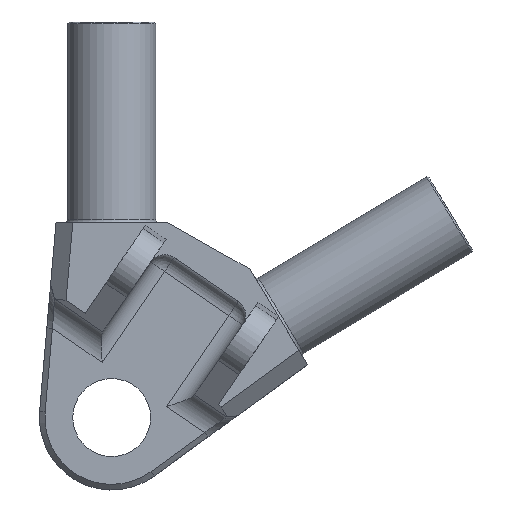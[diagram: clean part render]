
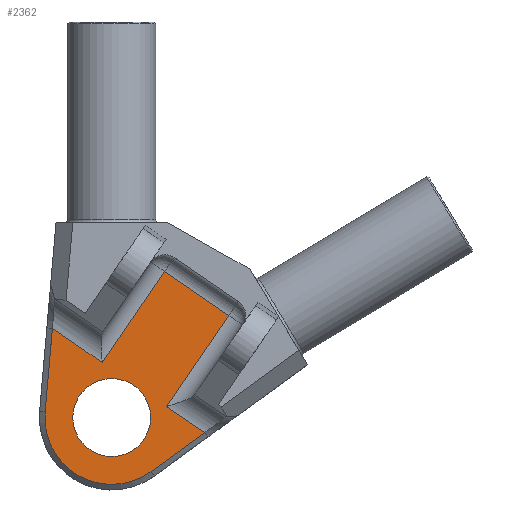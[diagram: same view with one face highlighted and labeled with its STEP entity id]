
A CAD part, top view. The second image highlights one B-rep face of the part: STEP entity #2362.
In plain terms, the highlighted planar face has unit normal (0, 0, 1).
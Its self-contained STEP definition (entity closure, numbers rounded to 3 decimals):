
#395=CARTESIAN_POINT('Axis2P3D Location',(0.,0.,4.875)) ;
#399=CARTESIAN_POINT('Vertex',(7.,0.,4.875)) ;
#401=CARTESIAN_POINT('Vertex',(-7.,0.,4.875)) ;
#421=CARTESIAN_POINT('Axis2P3D Location',(0.,0.,4.875)) ;
#1060=CARTESIAN_POINT('Vertex',(21.034,18.313,4.875)) ;
#1063=CARTESIAN_POINT('Line Origine',(10.578,3.053,4.875)) ;
#1067=CARTESIAN_POINT('Vertex',(9.834,1.968,4.875)) ;
#1100=CARTESIAN_POINT('Vertex',(9.485,26.226,4.875)) ;
#1119=CARTESIAN_POINT('Line Origine',(14.174,23.013,4.875)) ;
#1182=CARTESIAN_POINT('Vertex',(-1.714,9.882,4.875)) ;
#1185=CARTESIAN_POINT('Line Origine',(-0.971,10.967,4.875)) ;
#2293=CARTESIAN_POINT('Vertex',(16.673,-2.717,4.875)) ;
#2296=CARTESIAN_POINT('Line Origine',(2.693,6.862,4.875)) ;
#2309=CARTESIAN_POINT('Axis2P3D Location',(-9.491,-39.504,4.875)) ;
#2314=CARTESIAN_POINT('Line Origine',(-6.183,12.944,4.875)) ;
#2318=CARTESIAN_POINT('Vertex',(-10.651,16.005,4.875)) ;
#2321=CARTESIAN_POINT('Line Origine',(-10.725,15.16,4.875)) ;
#2325=CARTESIAN_POINT('Vertex',(-10.798,14.315,4.875)) ;
#2328=CARTESIAN_POINT('Line Origine',(-11.377,7.678,4.875)) ;
#2332=CARTESIAN_POINT('Vertex',(-11.955,1.042,4.875)) ;
#2335=CARTESIAN_POINT('Axis2P3D Location',(0.,0.,4.875)) ;
#2339=CARTESIAN_POINT('Vertex',(7.055,-9.707,4.875)) ;
#2342=CARTESIAN_POINT('Line Origine',(11.864,-6.212,4.875)) ;
#396=DIRECTION('Axis2P3D Direction',(0.,0.,1.)) ;
#422=DIRECTION('Axis2P3D Direction',(0.,0.,1.)) ;
#1064=DIRECTION('Vector Direction',(0.565,0.825,0.)) ;
#1120=DIRECTION('Vector Direction',(0.825,-0.565,0.)) ;
#1186=DIRECTION('Vector Direction',(-0.565,-0.825,0.)) ;
#2297=DIRECTION('Vector Direction',(-0.825,0.565,0.)) ;
#2310=DIRECTION('Axis2P3D Direction',(0.,-0.,1.)) ;
#2311=DIRECTION('Axis2P3D XDirection',(0.565,0.825,0.)) ;
#2315=DIRECTION('Vector Direction',(-0.825,0.565,0.)) ;
#2322=DIRECTION('Vector Direction',(-0.087,-0.996,0.)) ;
#2329=DIRECTION('Vector Direction',(-0.087,-0.996,0.)) ;
#2336=DIRECTION('Axis2P3D Direction',(0.,-0.,1.)) ;
#2343=DIRECTION('Vector Direction',(0.809,0.588,0.)) ;
#397=AXIS2_PLACEMENT_3D('Circle Axis2P3D',#395,#396,$) ;
#423=AXIS2_PLACEMENT_3D('Circle Axis2P3D',#421,#422,$) ;
#2312=AXIS2_PLACEMENT_3D('Plane Axis2P3D',#2309,#2310,#2311) ;
#2337=AXIS2_PLACEMENT_3D('Circle Axis2P3D',#2335,#2336,$) ;
#2348=ORIENTED_EDGE('',*,*,#2300,.T.) ;
#2349=ORIENTED_EDGE('',*,*,#1069,.F.) ;
#2350=ORIENTED_EDGE('',*,*,#1123,.F.) ;
#2351=ORIENTED_EDGE('',*,*,#1189,.F.) ;
#2352=ORIENTED_EDGE('',*,*,#2320,.T.) ;
#2353=ORIENTED_EDGE('',*,*,#2327,.T.) ;
#2354=ORIENTED_EDGE('',*,*,#2334,.T.) ;
#2355=ORIENTED_EDGE('',*,*,#2341,.T.) ;
#2356=ORIENTED_EDGE('',*,*,#2346,.T.) ;
#2359=ORIENTED_EDGE('',*,*,#425,.F.) ;
#2360=ORIENTED_EDGE('',*,*,#403,.F.) ;
#2361=FACE_BOUND('',#2358,.T.) ;
#1065=VECTOR('Line Direction',#1064,1.) ;
#1121=VECTOR('Line Direction',#1120,1.) ;
#1187=VECTOR('Line Direction',#1186,1.) ;
#2298=VECTOR('Line Direction',#2297,1.) ;
#2316=VECTOR('Line Direction',#2315,1.) ;
#2323=VECTOR('Line Direction',#2322,1.) ;
#2330=VECTOR('Line Direction',#2329,1.) ;
#2344=VECTOR('Line Direction',#2343,1.) ;
#2362=ADVANCED_FACE('Corps principal',(#2357,#2361),#2313,.T.) ;
#398=CIRCLE('generated circle',#397,7.) ;
#424=CIRCLE('generated circle',#423,7.) ;
#2338=CIRCLE('generated circle',#2337,12.) ;
#403=EDGE_CURVE('',#400,#402,#398,.T.) ;
#425=EDGE_CURVE('',#402,#400,#424,.T.) ;
#1069=EDGE_CURVE('',#1061,#1068,#1066,.F.) ;
#1123=EDGE_CURVE('',#1101,#1061,#1122,.T.) ;
#1189=EDGE_CURVE('',#1183,#1101,#1188,.F.) ;
#2300=EDGE_CURVE('',#2294,#1068,#2299,.T.) ;
#2320=EDGE_CURVE('',#1183,#2319,#2317,.T.) ;
#2327=EDGE_CURVE('',#2319,#2326,#2324,.T.) ;
#2334=EDGE_CURVE('',#2326,#2333,#2331,.T.) ;
#2341=EDGE_CURVE('',#2333,#2340,#2338,.T.) ;
#2346=EDGE_CURVE('',#2340,#2294,#2345,.T.) ;
#2347=EDGE_LOOP('',(#2348,#2349,#2350,#2351,#2352,#2353,#2354,#2355,#2356)) ;
#2358=EDGE_LOOP('',(#2359,#2360)) ;
#2357=FACE_OUTER_BOUND('',#2347,.T.) ;
#1066=LINE('Line',#1063,#1065) ;
#1122=LINE('Line',#1119,#1121) ;
#1188=LINE('Line',#1185,#1187) ;
#2299=LINE('Line',#2296,#2298) ;
#2317=LINE('Line',#2314,#2316) ;
#2324=LINE('Line',#2321,#2323) ;
#2331=LINE('Line',#2328,#2330) ;
#2345=LINE('Line',#2342,#2344) ;
#2313=PLANE('Plane',#2312) ;
#400=VERTEX_POINT('',#399) ;
#402=VERTEX_POINT('',#401) ;
#1061=VERTEX_POINT('',#1060) ;
#1068=VERTEX_POINT('',#1067) ;
#1101=VERTEX_POINT('',#1100) ;
#1183=VERTEX_POINT('',#1182) ;
#2294=VERTEX_POINT('',#2293) ;
#2319=VERTEX_POINT('',#2318) ;
#2326=VERTEX_POINT('',#2325) ;
#2333=VERTEX_POINT('',#2332) ;
#2340=VERTEX_POINT('',#2339) ;
